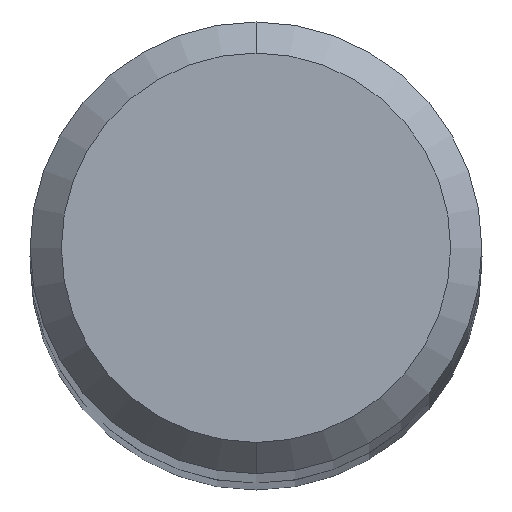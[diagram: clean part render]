
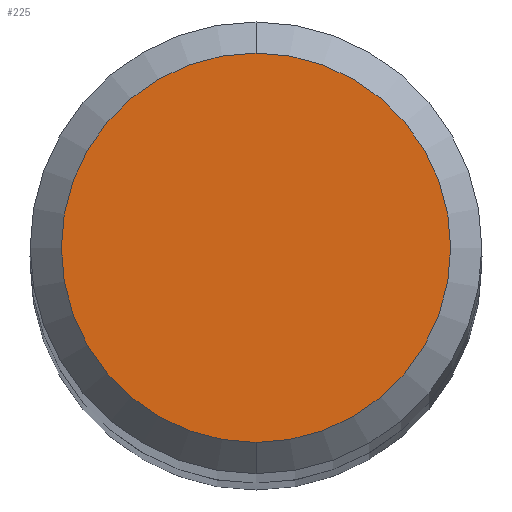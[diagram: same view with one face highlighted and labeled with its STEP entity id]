
A CAD part, top view. The second image highlights one B-rep face of the part: STEP entity #225.
In plain terms, the highlighted planar face has unit normal (0, 0, 1).
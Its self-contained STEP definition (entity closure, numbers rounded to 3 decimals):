
#211=VERTEX_POINT('',#490);
#225=ADVANCED_FACE('',(#505),#506,.T.);
#255=VERTEX_POINT('',#537);
#277=EDGE_CURVE('',#255,#211,#562,.T.);
#297=EDGE_CURVE('',#211,#255,#584,.T.);
#490=CARTESIAN_POINT('',(0.,-1.25,0.0));
#505=FACE_OUTER_BOUND('',#860,.T.);
#506=PLANE('',#861);
#537=CARTESIAN_POINT('',(0.0,1.25,0.0));
#562=CIRCLE('',#986,1.25);
#584=CIRCLE('',#1025,1.25);
#860=EDGE_LOOP('',(#1374,#1375));
#861=AXIS2_PLACEMENT_3D('',#1376,#1377,#1378);
#986=AXIS2_PLACEMENT_3D('',#1441,#1442,#1443);
#1025=AXIS2_PLACEMENT_3D('',#1475,#1476,#1477);
#1374=ORIENTED_EDGE('',*,*,#277,.F.);
#1375=ORIENTED_EDGE('',*,*,#297,.F.);
#1376=CARTESIAN_POINT('',(0.0,0.625,0.0));
#1377=DIRECTION('',(-0.0,0.0,1.0));
#1378=DIRECTION('',(0.0,-1.0,0.0));
#1441=CARTESIAN_POINT('',(0.0,0.0,0.0));
#1442=DIRECTION('',(0.0,0.0,-1.0));
#1443=DIRECTION('',(0.0,1.0,0.0));
#1475=CARTESIAN_POINT('',(0.0,0.0,0.0));
#1476=DIRECTION('',(0.0,0.0,-1.0));
#1477=DIRECTION('',(0.0,1.0,0.0));
